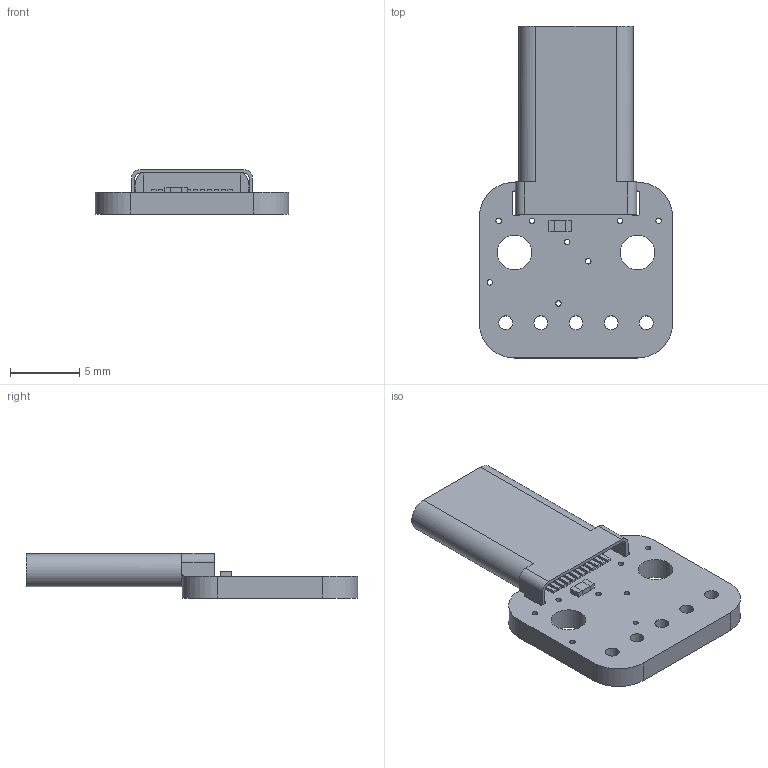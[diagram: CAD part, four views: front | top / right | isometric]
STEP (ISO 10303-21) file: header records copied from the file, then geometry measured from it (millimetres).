
FILE_DESCRIPTION(/* description */ (''),/* implementation_level */ '2;1');
FILE_NAME(/* name */ 'PCB Component.step',/* time_stamp */ '2024-08-02T13:15:45-04:00',/* author */ (''),/* organization */ (''),/* preprocessor_version */ 'ST-DEVELOPER v20',/* originating_system */ 'Autodesk Translation Framework v13.14.0.145',/* authorisation */ '');
FILE_SCHEMA (('AUTOMOTIVE_DESIGN { 1 0 10303 214 3 1 1 }'));
Length unit declared in the file: millimetre
Products named in the file (4): PCB Component; Board; 5.1K; USB Type C Plug
Assembly tree (3 placements, depth 2):
  PCB Component
    Board
    5.1K
    USB Type C Plug
Bounding box: 13.97 x 23.98 x 3.25 mm (x, y, z)
Volume: 317.5 mm3; surface area: 998.9 mm2
Topology: 3 solids, 3 shells, 142 faces, 407 edges, 270 vertices
Faces by surface type: plane 105, cylinder 37
Full cylindrical faces by diameter (mm): 0.394 x8, 1 x5, 2.5 x2
Entity records: 4900 total; most frequent: CARTESIAN_POINT 826, ORIENTED_EDGE 814, DIRECTION 783, EDGE_CURVE 407, LINE 329, VECTOR 329, VERTEX_POINT 270, AXIS2_PLACEMENT_3D 227
